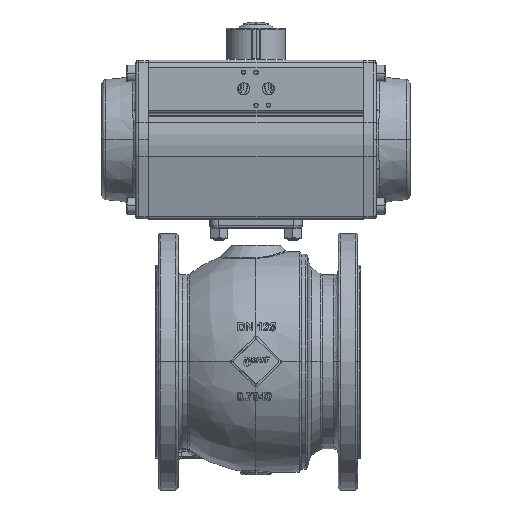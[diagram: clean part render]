
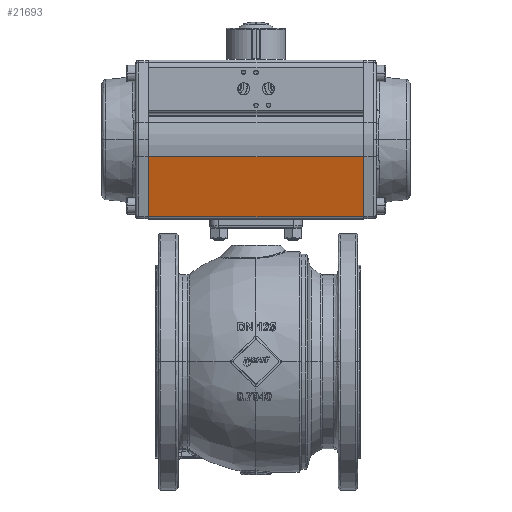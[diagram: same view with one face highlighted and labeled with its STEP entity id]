
A CAD part, top view. The second image highlights one B-rep face of the part: STEP entity #21693.
In plain terms, the highlighted planar face has unit normal (0, 0.246, -0.969).
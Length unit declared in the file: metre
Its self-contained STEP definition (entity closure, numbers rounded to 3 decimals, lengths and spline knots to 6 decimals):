
#1741 = CARTESIAN_POINT ( 'NONE',  ( -0.144406, 0.094602, 0.314573 ) ) ;
#2702 = VERTEX_POINT ( 'NONE', #49951 ) ;
#5866 = CARTESIAN_POINT ( 'NONE',  ( -0.144406, 0.153264, 0.329433 ) ) ;
#7639 = VECTOR ( 'NONE', #50825, 1. ) ;
#9939 = CARTESIAN_POINT ( 'NONE',  ( -0.144406, 0.094602, 0.314573 ) ) ;
#11212 = VECTOR ( 'NONE', #84365, 1. ) ;
#14545 = AXIS2_PLACEMENT_3D ( 'NONE', #32746, #60595, #88504 ) ;
#17428 = LINE ( 'NONE', #86055, #29082 ) ;
#20066 = VERTEX_POINT ( 'NONE', #33719 ) ;
#20681 = ORIENTED_EDGE ( 'NONE', *, *, #77540, .T. ) ;
#21693 = ADVANCED_FACE ( 'NONE', ( #80707 ), #53298, .T. ) ;
#21879 = EDGE_LOOP ( 'NONE', ( #67489, #27617, #20681, #29394 ) ) ;
#23195 = LINE ( 'NONE', #1741, #65704 ) ;
#27617 = ORIENTED_EDGE ( 'NONE', *, *, #50638, .T. ) ;
#28192 = CARTESIAN_POINT ( 'NONE',  ( -0.144406, 0.094602, 0.314573 ) ) ;
#29082 = VECTOR ( 'NONE', #45380, 1. ) ;
#29394 = ORIENTED_EDGE ( 'NONE', *, *, #86033, .T. ) ;
#32746 = CARTESIAN_POINT ( 'NONE',  ( -0.144406, 0.094602, 0.314573 ) ) ;
#33719 = CARTESIAN_POINT ( 'NONE',  ( 0.064594, 0.153264, 0.329433 ) ) ;
#34191 = VERTEX_POINT ( 'NONE', #9939 ) ;
#45380 = DIRECTION ( 'NONE',  ( 1., 0., 0. ) ) ;
#49951 = CARTESIAN_POINT ( 'NONE',  ( 0.064594, 0.094602, 0.314573 ) ) ;
#50638 = EDGE_CURVE ( 'NONE', #20066, #2702, #70036, .T. ) ;
#50825 = DIRECTION ( 'NONE',  ( 0., -0.969, -0.246 ) ) ;
#52846 = VERTEX_POINT ( 'NONE', #5866 ) ;
#53298 = PLANE ( 'NONE',  #14545 ) ;
#58837 = DIRECTION ( 'NONE',  ( 0., 0.969, 0.246 ) ) ;
#60595 = DIRECTION ( 'NONE',  ( 0., 0.246, -0.969 ) ) ;
#64510 = EDGE_CURVE ( 'NONE', #52846, #20066, #17428, .T. ) ;
#65704 = VECTOR ( 'NONE', #58837, 1. ) ;
#67489 = ORIENTED_EDGE ( 'NONE', *, *, #64510, .T. ) ;
#70036 = LINE ( 'NONE', #85536, #7639 ) ;
#70216 = LINE ( 'NONE', #28192, #11212 ) ;
#77540 = EDGE_CURVE ( 'NONE', #2702, #34191, #70216, .T. ) ;
#80707 = FACE_OUTER_BOUND ( 'NONE', #21879, .T. ) ;
#84365 = DIRECTION ( 'NONE',  ( -1., 0., 0. ) ) ;
#85536 = CARTESIAN_POINT ( 'NONE',  ( 0.064594, 0.094602, 0.314573 ) ) ;
#86033 = EDGE_CURVE ( 'NONE', #34191, #52846, #23195, .T. ) ;
#86055 = CARTESIAN_POINT ( 'NONE',  ( -0.144406, 0.153264, 0.329433 ) ) ;
#88504 = DIRECTION ( 'NONE',  ( 0., 0.969, 0.246 ) ) ;
